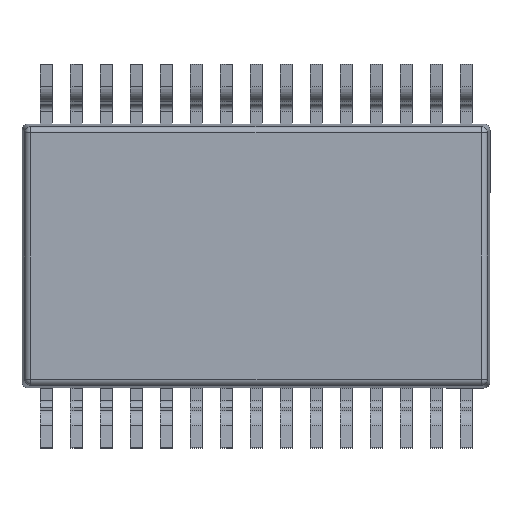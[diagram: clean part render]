
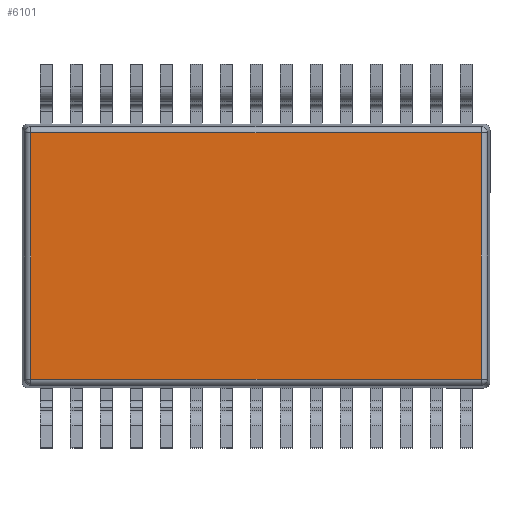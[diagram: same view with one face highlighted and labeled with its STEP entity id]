
A CAD part, front view. The second image highlights one B-rep face of the part: STEP entity #6101.
In plain terms, the highlighted planar face has unit normal (0, -1, 0).
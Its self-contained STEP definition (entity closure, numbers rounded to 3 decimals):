
#58 = VERTEX_POINT ( 'NONE', #11302 ) ;
#70 = VECTOR ( 'NONE', #1164, 1000. ) ;
#76 = CARTESIAN_POINT ( 'NONE',  ( -3.756, 0.15, -2.145 ) ) ;
#402 = EDGE_LOOP ( 'NONE', ( #1663, #4379, #3656, #6787 ) ) ;
#516 = CARTESIAN_POINT ( 'NONE',  ( 3.756, 0.15, 2.145 ) ) ;
#1164 = DIRECTION ( 'NONE',  ( 0., 0., -1. ) ) ;
#1663 = ORIENTED_EDGE ( 'NONE', *, *, #14446, .T. ) ;
#2164 = DIRECTION ( 'NONE',  ( 1., 0., 0. ) ) ;
#2257 = CARTESIAN_POINT ( 'NONE',  ( 3.845, 0.15, -2.056 ) ) ;
#2898 = EDGE_CURVE ( 'NONE', #6743, #12930, #14153, .T. ) ;
#3656 = ORIENTED_EDGE ( 'NONE', *, *, #8100, .T. ) ;
#4277 = EDGE_CURVE ( 'NONE', #9090, #58, #6237, .T. ) ;
#4379 = ORIENTED_EDGE ( 'NONE', *, *, #2898, .T. ) ;
#4471 = CARTESIAN_POINT ( 'NONE',  ( -3.756, 0.15, -2.056 ) ) ;
#4780 = DIRECTION ( 'NONE',  ( 0., 0., 1. ) ) ;
#6101 = ADVANCED_FACE ( 'NONE', ( #8377 ), #9903, .T. ) ;
#6237 = LINE ( 'NONE', #9798, #9598 ) ;
#6743 = VERTEX_POINT ( 'NONE', #4471 ) ;
#6787 = ORIENTED_EDGE ( 'NONE', *, *, #4277, .T. ) ;
#7279 = LINE ( 'NONE', #516, #13050 ) ;
#7472 = DIRECTION ( 'NONE',  ( -1., 0., 0. ) ) ;
#8100 = EDGE_CURVE ( 'NONE', #12930, #9090, #7279, .T. ) ;
#8377 = FACE_OUTER_BOUND ( 'NONE', #402, .T. ) ;
#9090 = VERTEX_POINT ( 'NONE', #13444 ) ;
#9598 = VECTOR ( 'NONE', #7472, 1000. ) ;
#9727 = LINE ( 'NONE', #76, #70 ) ;
#9798 = CARTESIAN_POINT ( 'NONE',  ( -3.845, 0.15, 2.056 ) ) ;
#9903 = PLANE ( 'NONE',  #11999 ) ;
#11012 = DIRECTION ( 'NONE',  ( 0., -1., 0. ) ) ;
#11302 = CARTESIAN_POINT ( 'NONE',  ( -3.756, 0.15, 2.056 ) ) ;
#11999 = AXIS2_PLACEMENT_3D ( 'NONE', #13351, #11012, #14452 ) ;
#12478 = CARTESIAN_POINT ( 'NONE',  ( 3.756, 0.15, -2.056 ) ) ;
#12930 = VERTEX_POINT ( 'NONE', #12478 ) ;
#12972 = VECTOR ( 'NONE', #2164, 1000. ) ;
#13050 = VECTOR ( 'NONE', #4780, 1000. ) ;
#13351 = CARTESIAN_POINT ( 'NONE',  ( 0., 0.15, 0. ) ) ;
#13444 = CARTESIAN_POINT ( 'NONE',  ( 3.756, 0.15, 2.056 ) ) ;
#14153 = LINE ( 'NONE', #2257, #12972 ) ;
#14446 = EDGE_CURVE ( 'NONE', #58, #6743, #9727, .T. ) ;
#14452 = DIRECTION ( 'NONE',  ( 0., 0., -1. ) ) ;
